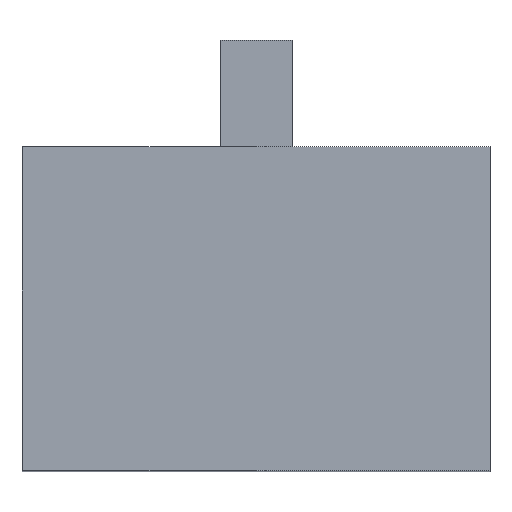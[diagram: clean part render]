
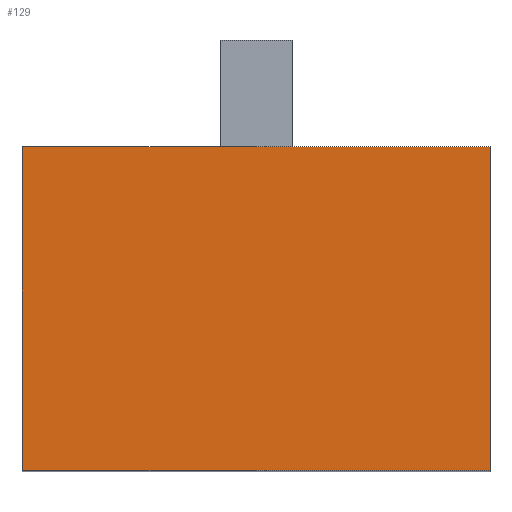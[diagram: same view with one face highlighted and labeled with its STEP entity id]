
A CAD part, top view. The second image highlights one B-rep face of the part: STEP entity #129.
In plain terms, the highlighted planar face has unit normal (0, 0, 1).
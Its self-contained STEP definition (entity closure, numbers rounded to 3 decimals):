
#101=FACE_OUTER_BOUND('',#204,.T.);
#129=ADVANCED_FACE('',(#101),#160,.T.);
#160=PLANE('',#618);
#204=EDGE_LOOP('',(#259,#260,#261,#262));
#259=ORIENTED_EDGE('',*,*,#434,.F.);
#260=ORIENTED_EDGE('',*,*,#441,.F.);
#261=ORIENTED_EDGE('',*,*,#424,.F.);
#262=ORIENTED_EDGE('',*,*,#442,.F.);
#378=VERTEX_POINT('',#798);
#379=VERTEX_POINT('',#800);
#388=VERTEX_POINT('',#819);
#389=VERTEX_POINT('',#821);
#424=EDGE_CURVE('',#378,#379,#492,.T.);
#434=EDGE_CURVE('',#388,#389,#502,.T.);
#441=EDGE_CURVE('',#379,#388,#509,.T.);
#442=EDGE_CURVE('',#389,#378,#510,.T.);
#492=LINE('',#799,#556);
#502=LINE('',#820,#566);
#509=LINE('',#834,#573);
#510=LINE('',#835,#574);
#556=VECTOR('',#658,1.);
#566=VECTOR('',#670,1.);
#573=VECTOR('',#679,1.);
#574=VECTOR('',#680,1.);
#618=AXIS2_PLACEMENT_3D('',#836,#681,#682);
#658=DIRECTION('',(1.,0.,0.));
#670=DIRECTION('',(-1.,0.,0.));
#679=DIRECTION('',(0.,-1.,0.));
#680=DIRECTION('',(0.,1.,0.));
#681=DIRECTION('',(0.,0.,1.));
#682=DIRECTION('',(1.,0.,0.));
#798=CARTESIAN_POINT('',(150.,69.,23.));
#799=CARTESIAN_POINT('',(156.5,69.,23.));
#800=CARTESIAN_POINT('',(163.,69.,23.));
#819=CARTESIAN_POINT('',(163.,60.,23.));
#820=CARTESIAN_POINT('',(156.5,60.,23.));
#821=CARTESIAN_POINT('',(150.,60.,23.));
#834=CARTESIAN_POINT('',(163.,64.5,23.));
#835=CARTESIAN_POINT('',(150.,64.5,23.));
#836=CARTESIAN_POINT('',(156.5,64.5,23.));
